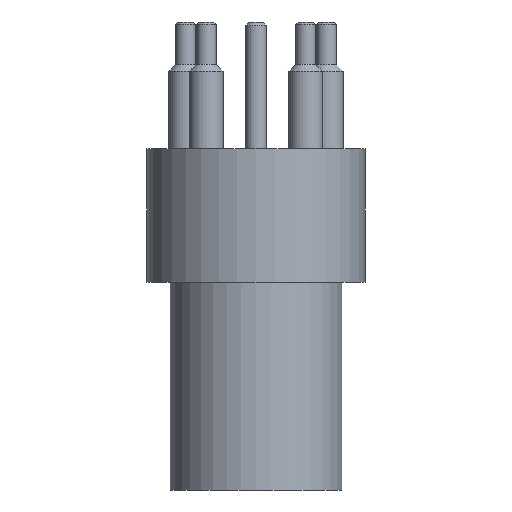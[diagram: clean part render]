
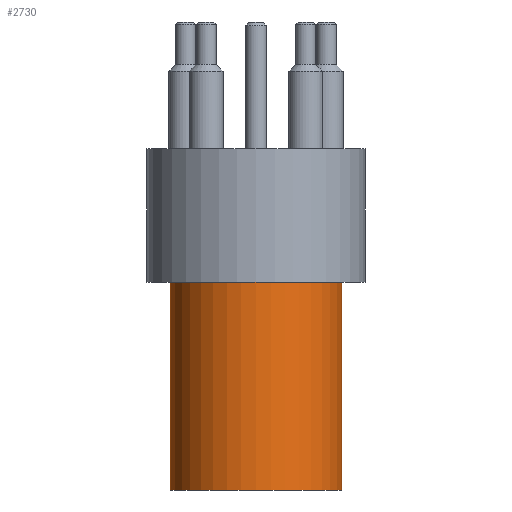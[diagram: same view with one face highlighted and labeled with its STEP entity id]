
A CAD part, left-side view. The second image highlights one B-rep face of the part: STEP entity #2730.
In plain terms, the highlighted cylindrical face has radius 12.2 mm (diameter 24.4 mm), a full revolution.
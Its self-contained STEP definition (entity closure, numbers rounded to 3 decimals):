
#12=ELLIPSE($,#2869,17.253,12.2);
#13=ELLIPSE($,#2870,17.253,12.2);
#14=ELLIPSE($,#2871,17.253,12.2);
#694=CYLINDRICAL_SURFACE($,#2872,12.2);
#742=FACE_BOUND($,#1107,.T.);
#900=FACE_OUTER_BOUND($,#1106,.T.);
#1106=EDGE_LOOP($,(#2524,#2525,#2526,#2527));
#1107=EDGE_LOOP($,(#2528));
#1144=CIRCLE($,#2859,12.2);
#1148=CIRCLE($,#2873,12.2);
#1404=VERTEX_POINT($,#5142);
#1408=VERTEX_POINT($,#5156);
#1409=VERTEX_POINT($,#5157);
#1410=VERTEX_POINT($,#5159);
#1776=EDGE_CURVE($,#1404,#1404,#1144,.T.);
#1780=EDGE_CURVE($,#1408,#1409,#12,.T.);
#1781=EDGE_CURVE($,#1410,#1408,#13,.T.);
#1782=EDGE_CURVE($,#1409,#1410,#14,.T.);
#1783=EDGE_CURVE($,#1408,#1408,#1148,.T.);
#2524=ORIENTED_EDGE($,*,*,#1783,.F.);
#2525=ORIENTED_EDGE($,*,*,#1780,.T.);
#2526=ORIENTED_EDGE($,*,*,#1782,.T.);
#2527=ORIENTED_EDGE($,*,*,#1781,.T.);
#2528=ORIENTED_EDGE($,*,*,#1776,.T.);
#2730=ADVANCED_FACE($,(#900,#742),#694,.T.);
#2859=AXIS2_PLACEMENT_3D($,#5143,#3329,#3330);
#2869=AXIS2_PLACEMENT_3D($,#5158,#3349,#3350);
#2870=AXIS2_PLACEMENT_3D($,#5160,#3351,#3352);
#2871=AXIS2_PLACEMENT_3D($,#5161,#3353,#3354);
#2872=AXIS2_PLACEMENT_3D($,#5162,#3355,#3356);
#2873=AXIS2_PLACEMENT_3D($,#5163,#3357,#3358);
#3329=DIRECTION('center_axis',(0.,0.,-1.));
#3330=DIRECTION('ref_axis',(-1.,0.,0.));
#3349=DIRECTION('center_axis',(-0.707,0.,-0.707));
#3350=DIRECTION('ref_axis',(0.707,0.,-0.707));
#3351=DIRECTION('center_axis',(-0.707,0.,-0.707));
#3352=DIRECTION('ref_axis',(0.707,0.,-0.707));
#3353=DIRECTION('center_axis',(-0.707,0.,0.707));
#3354=DIRECTION('ref_axis',(-0.707,0.,-0.707));
#3355=DIRECTION('center_axis',(0.,0.,1.));
#3356=DIRECTION('ref_axis',(-1.,0.,0.));
#3357=DIRECTION('center_axis',(0.,0.,-1.));
#3358=DIRECTION('ref_axis',(-1.,0.,0.));
#5142=CARTESIAN_POINT('',(12.2,0.,29.5));
#5143=CARTESIAN_POINT('Origin',(0.,0.,29.5));
#5156=CARTESIAN_POINT('',(12.2,0.,0.));
#5157=CARTESIAN_POINT('',(0.,-12.2,12.2));
#5158=CARTESIAN_POINT('Origin',(0.,0.,12.2));
#5159=CARTESIAN_POINT('',(0.,12.2,12.2));
#5160=CARTESIAN_POINT('Origin',(0.,0.,12.2));
#5161=CARTESIAN_POINT('Origin',(0.,0.,12.2));
#5162=CARTESIAN_POINT('Origin',(0.,0.,0.));
#5163=CARTESIAN_POINT('Origin',(0.,0.,0.));
